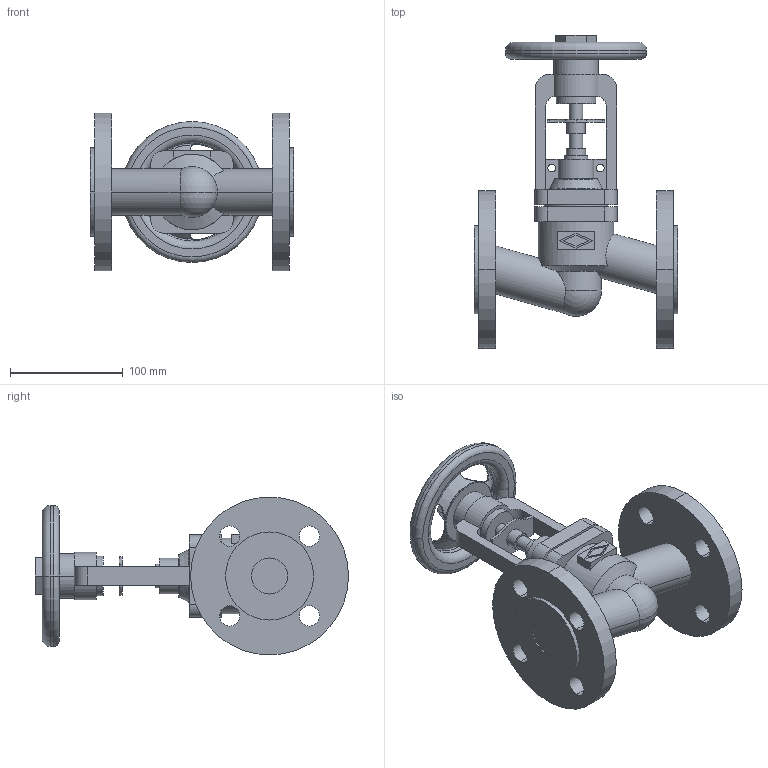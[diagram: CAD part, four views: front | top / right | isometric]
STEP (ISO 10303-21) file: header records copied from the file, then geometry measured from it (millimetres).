
FILE_DESCRIPTION(('OneSpaceDesigner STEP Export'),'2;1');
FILE_NAME('c000003698.stp','2009-06-16T11:39:18',(''),(''),'OneSpace Designer STEP processor for AP214 (Solid Model)','OneSpace Modeling 15.50B 03-Nov-2007 (C) CoCreate Software GmbH','');
FILE_SCHEMA(('AUTOMOTIVE_DESIGN { 1 0 10303 214 1 1 1 1 }'));
Length unit declared in the file: millimetre
Products named in the file (2): 1
Assembly tree (1 placements, depth 2):
  1
    1
Bounding box: 180 x 277.5 x 140 mm (x, y, z)
Volume: 1171444.8 mm3; surface area: 177511.5 mm2
Topology: 1 solids, 1 shells, 198 faces, 527 edges, 344 vertices
Faces by surface type: cylinder 93, plane 79, torus 14, cone 10, sphere 2
Entity records: 10216 total; most frequent: CARTESIAN_POINT 3983, ORIENTED_EDGE 1050, DIRECTION 859, EDGE_CURVE 525, VERTEX_POINT 344, AXIS2_PLACEMENT_3D 307, VECTOR 245, LINE 245
